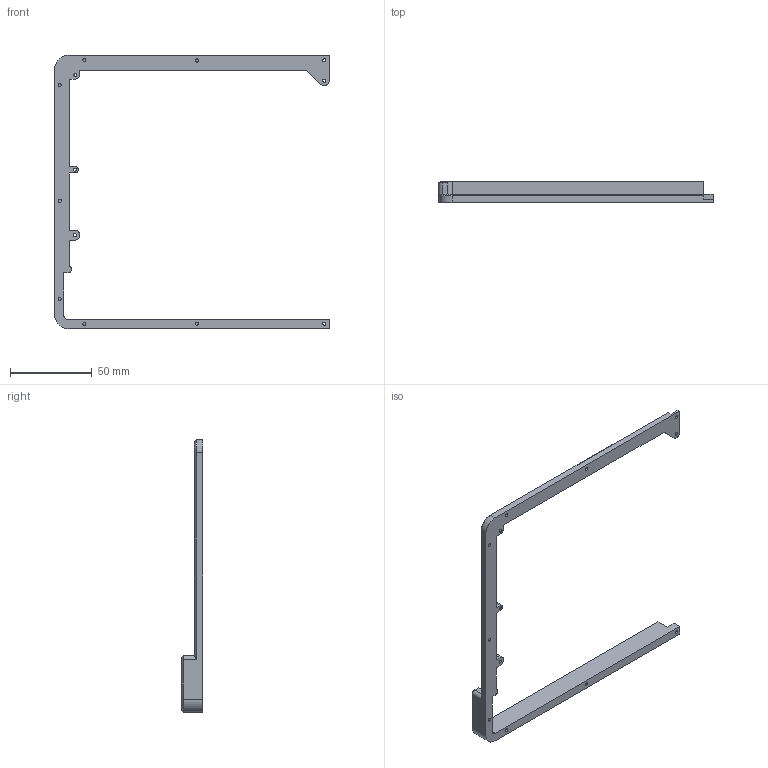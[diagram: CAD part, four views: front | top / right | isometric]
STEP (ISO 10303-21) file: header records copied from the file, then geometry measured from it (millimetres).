
FILE_DESCRIPTION(/* description */ (''),/* implementation_level */ '2;1');
FILE_NAME(/* name */ 'top_plate_left.step',/* time_stamp */ '2022-05-18T13:27:09-07:00',/* author */ (''),/* organization */ (''),/* preprocessor_version */ 'ST-DEVELOPER v18.1',/* originating_system */ 'Autodesk Translation Framework v10.14.0.1471',/* authorisation */ '');
FILE_SCHEMA (('AUTOMOTIVE_DESIGN { 1 0 10303 214 3 1 1 }'));
Length unit declared in the file: millimetre
Products named in the file (1): top_plate_left
Bounding box: 167.76 x 13 x 166.98 mm (x, y, z)
Volume: 25243.7 mm3; surface area: 15855.7 mm2
Topology: 1 solids, 1 shells, 68 faces, 171 edges, 112 vertices
Faces by surface type: plane 42, cylinder 23, cone 3
Full cylindrical faces by diameter (mm): 1.9 x13
Entity records: 2094 total; most frequent: DIRECTION 359, CARTESIAN_POINT 352, ORIENTED_EDGE 342, EDGE_CURVE 171, LINE 121, VECTOR 121, AXIS2_PLACEMENT_3D 119, VERTEX_POINT 112
